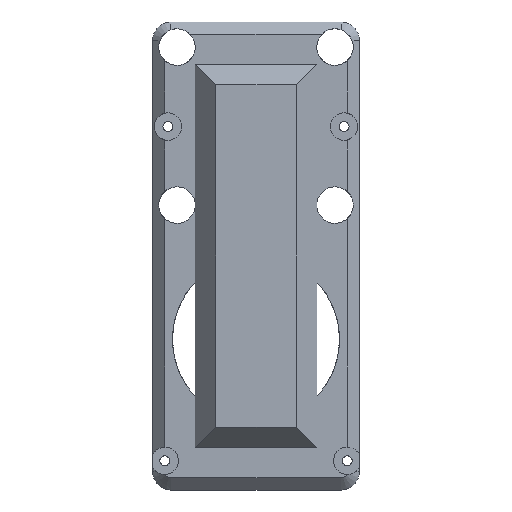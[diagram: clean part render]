
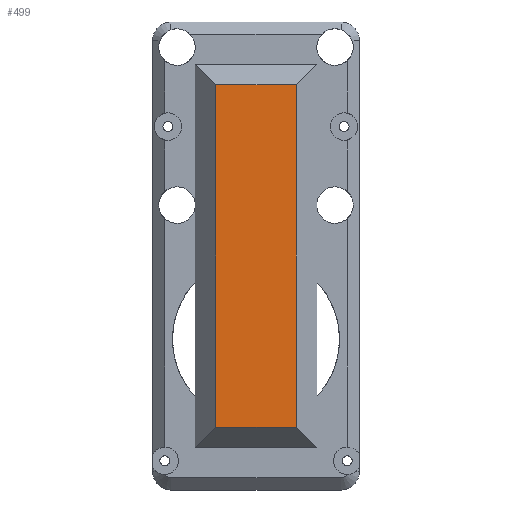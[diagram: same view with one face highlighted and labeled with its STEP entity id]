
A CAD part, front view. The second image highlights one B-rep face of the part: STEP entity #499.
In plain terms, the highlighted planar face has unit normal (0, -1, 0).
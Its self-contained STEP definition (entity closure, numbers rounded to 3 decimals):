
#325 = ORIENTED_EDGE ( 'NONE', *, *, #1906, .T. ) ;
#345 = VERTEX_POINT ( 'NONE', #1991 ) ;
#416 = VECTOR ( 'NONE', #827, 1000. ) ;
#448 = EDGE_CURVE ( 'NONE', #1918, #1409, #1278, .T. ) ;
#499 = ADVANCED_FACE ( 'NONE', ( #1861 ), #720, .F. ) ;
#688 = EDGE_CURVE ( 'NONE', #1481, #345, #1537, .T. ) ;
#720 = PLANE ( 'NONE',  #863 ) ;
#799 = EDGE_LOOP ( 'NONE', ( #1065, #1055, #1026, #325 ) ) ;
#827 = DIRECTION ( 'NONE',  ( 0., 0., 1. ) ) ;
#863 = AXIS2_PLACEMENT_3D ( 'NONE', #1322, #921, #2239 ) ;
#896 = LINE ( 'NONE', #1284, #2211 ) ;
#921 = DIRECTION ( 'NONE',  ( 0., 1., 0. ) ) ;
#927 = CARTESIAN_POINT ( 'NONE',  ( 20.644, 0., -10.356 ) ) ;
#987 = CARTESIAN_POINT ( 'NONE',  ( 24., 0., -66.644 ) ) ;
#1026 = ORIENTED_EDGE ( 'NONE', *, *, #448, .T. ) ;
#1055 = ORIENTED_EDGE ( 'NONE', *, *, #1332, .T. ) ;
#1065 = ORIENTED_EDGE ( 'NONE', *, *, #688, .T. ) ;
#1075 = CARTESIAN_POINT ( 'NONE',  ( 7.356, 0., -10.356 ) ) ;
#1278 = LINE ( 'NONE', #1603, #1496 ) ;
#1284 = CARTESIAN_POINT ( 'NONE',  ( 7.356, 0., -70. ) ) ;
#1322 = CARTESIAN_POINT ( 'NONE',  ( 28., 0., -3. ) ) ;
#1332 = EDGE_CURVE ( 'NONE', #345, #1918, #2292, .T. ) ;
#1409 = VERTEX_POINT ( 'NONE', #1075 ) ;
#1481 = VERTEX_POINT ( 'NONE', #1836 ) ;
#1496 = VECTOR ( 'NONE', #2365, 1000. ) ;
#1537 = LINE ( 'NONE', #987, #1562 ) ;
#1562 = VECTOR ( 'NONE', #2297, 1000. ) ;
#1568 = CARTESIAN_POINT ( 'NONE',  ( 20.644, 0., -7. ) ) ;
#1603 = CARTESIAN_POINT ( 'NONE',  ( 4., 0., -10.356 ) ) ;
#1836 = CARTESIAN_POINT ( 'NONE',  ( 7.356, 0., -66.644 ) ) ;
#1861 = FACE_OUTER_BOUND ( 'NONE', #799, .T. ) ;
#1906 = EDGE_CURVE ( 'NONE', #1409, #1481, #896, .T. ) ;
#1918 = VERTEX_POINT ( 'NONE', #927 ) ;
#1991 = CARTESIAN_POINT ( 'NONE',  ( 20.644, 0., -66.644 ) ) ;
#2034 = DIRECTION ( 'NONE',  ( 0., 0., -1. ) ) ;
#2211 = VECTOR ( 'NONE', #2034, 1000. ) ;
#2239 = DIRECTION ( 'NONE',  ( 0., 0., 1. ) ) ;
#2292 = LINE ( 'NONE', #1568, #416 ) ;
#2297 = DIRECTION ( 'NONE',  ( 1., 0., 0. ) ) ;
#2365 = DIRECTION ( 'NONE',  ( -1., 0., 0. ) ) ;
